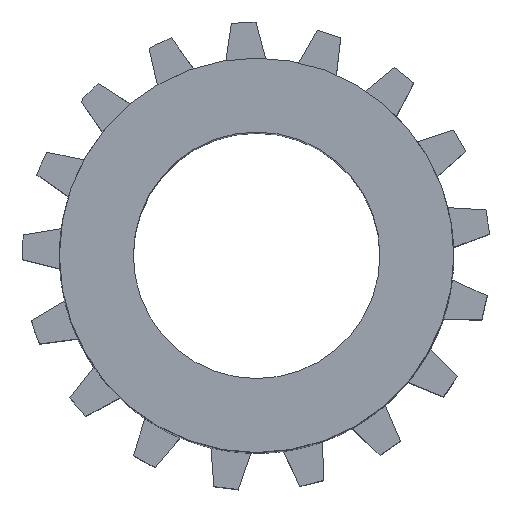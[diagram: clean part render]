
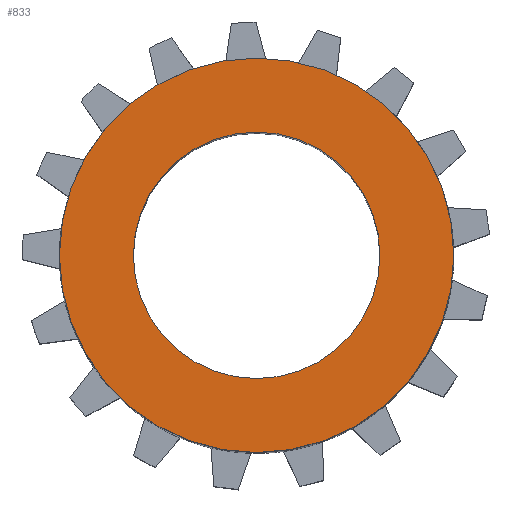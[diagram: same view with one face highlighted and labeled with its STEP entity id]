
A CAD part, top view. The second image highlights one B-rep face of the part: STEP entity #833.
In plain terms, the highlighted planar face has unit normal (0, 0, 1).
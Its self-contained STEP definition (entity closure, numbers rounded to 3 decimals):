
#32 = VERTEX_POINT ( 'NONE', #3156 ) ;
#50 = VERTEX_POINT ( 'NONE', #1552 ) ;
#136 = CIRCLE ( 'NONE', #3240, 4. ) ;
#167 = DIRECTION ( 'NONE',  ( 1., 0., 0. ) ) ;
#280 = FACE_BOUND ( 'NONE', #967, .T. ) ;
#508 = EDGE_CURVE ( 'NONE', #1618, #3631, #1844, .T. ) ;
#558 = EDGE_LOOP ( 'NONE', ( #1661, #2674 ) ) ;
#611 = DIRECTION ( 'NONE',  ( 1., 0., 0. ) ) ;
#788 = AXIS2_PLACEMENT_3D ( 'NONE', #1998, #1732, #3218 ) ;
#833 = ADVANCED_FACE ( 'NONE', ( #280, #3107 ), #3464, .T. ) ;
#967 = EDGE_LOOP ( 'NONE', ( #1049, #3971 ) ) ;
#986 = CARTESIAN_POINT ( 'NONE',  ( 0., 0., 14. ) ) ;
#1037 = CARTESIAN_POINT ( 'NONE',  ( -2.5, 0., 14. ) ) ;
#1049 = ORIENTED_EDGE ( 'NONE', *, *, #2439, .F. ) ;
#1064 = CIRCLE ( 'NONE', #788, 4. ) ;
#1415 = CARTESIAN_POINT ( 'NONE',  ( 2.5, 0., 14. ) ) ;
#1451 = CIRCLE ( 'NONE', #3687, 2.5 ) ;
#1552 = CARTESIAN_POINT ( 'NONE',  ( 4., 0., 14. ) ) ;
#1567 = DIRECTION ( 'NONE',  ( 0., 0., 1. ) ) ;
#1579 = DIRECTION ( 'NONE',  ( 1., 0., 0. ) ) ;
#1618 = VERTEX_POINT ( 'NONE', #1415 ) ;
#1661 = ORIENTED_EDGE ( 'NONE', *, *, #2255, .T. ) ;
#1732 = DIRECTION ( 'NONE',  ( 0., 0., 1. ) ) ;
#1743 = CARTESIAN_POINT ( 'NONE',  ( 0., 0., 14. ) ) ;
#1811 = CARTESIAN_POINT ( 'NONE',  ( 0., 0., 14. ) ) ;
#1844 = CIRCLE ( 'NONE', #2703, 2.5 ) ;
#1998 = CARTESIAN_POINT ( 'NONE',  ( 0., 0., 14. ) ) ;
#2250 = DIRECTION ( 'NONE',  ( 0., 0., 1. ) ) ;
#2255 = EDGE_CURVE ( 'NONE', #50, #32, #1064, .T. ) ;
#2439 = EDGE_CURVE ( 'NONE', #3631, #1618, #1451, .T. ) ;
#2602 = AXIS2_PLACEMENT_3D ( 'NONE', #986, #2250, #2779 ) ;
#2674 = ORIENTED_EDGE ( 'NONE', *, *, #2924, .T. ) ;
#2703 = AXIS2_PLACEMENT_3D ( 'NONE', #3490, #1567, #611 ) ;
#2779 = DIRECTION ( 'NONE',  ( 1., 0., 0. ) ) ;
#2924 = EDGE_CURVE ( 'NONE', #32, #50, #136, .T. ) ;
#2997 = DIRECTION ( 'NONE',  ( 0., 0., 1. ) ) ;
#3107 = FACE_OUTER_BOUND ( 'NONE', #558, .T. ) ;
#3156 = CARTESIAN_POINT ( 'NONE',  ( -4., 0., 14. ) ) ;
#3218 = DIRECTION ( 'NONE',  ( 1., 0., 0. ) ) ;
#3240 = AXIS2_PLACEMENT_3D ( 'NONE', #1743, #2997, #167 ) ;
#3464 = PLANE ( 'NONE',  #2602 ) ;
#3490 = CARTESIAN_POINT ( 'NONE',  ( 0., 0., 14. ) ) ;
#3631 = VERTEX_POINT ( 'NONE', #1037 ) ;
#3687 = AXIS2_PLACEMENT_3D ( 'NONE', #1811, #4038, #1579 ) ;
#3971 = ORIENTED_EDGE ( 'NONE', *, *, #508, .F. ) ;
#4038 = DIRECTION ( 'NONE',  ( 0., 0., 1. ) ) ;
